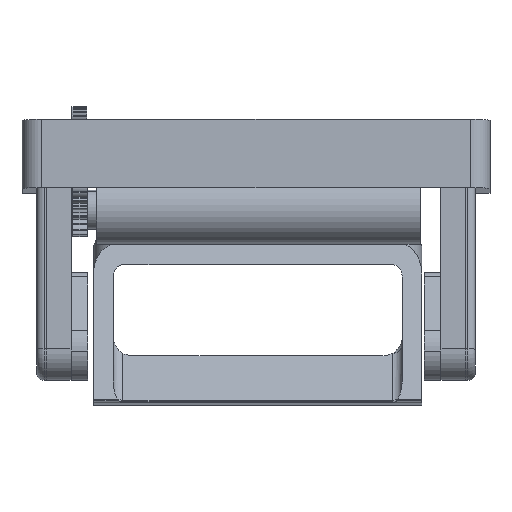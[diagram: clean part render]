
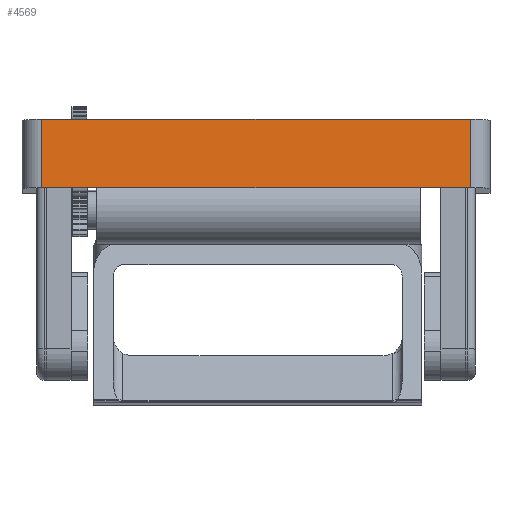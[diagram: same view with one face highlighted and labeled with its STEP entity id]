
A CAD part, top view. The second image highlights one B-rep face of the part: STEP entity #4569.
In plain terms, the highlighted face is planar.
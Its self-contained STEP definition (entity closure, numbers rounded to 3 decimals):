
#91 = FACE_OUTER_BOUND ( 'NONE', #3533, .T. ) ;
#140 = VERTEX_POINT ( 'NONE', #20114 ) ;
#581 = PLANE ( 'NONE',  #8980 ) ;
#1181 = VERTEX_POINT ( 'NONE', #3403 ) ;
#2706 = EDGE_CURVE ( 'NONE', #140, #16066, #32234, .T. ) ;
#3403 = CARTESIAN_POINT ( 'NONE',  ( 43.75, 14., 3. ) ) ;
#3533 = EDGE_LOOP ( 'NONE', ( #30425, #5054, #8433, #15049 ) ) ;
#4306 = DIRECTION ( 'NONE',  ( 0., -1., 0. ) ) ;
#4569 = ADVANCED_FACE ( 'NONE', ( #91 ), #581, .F. ) ;
#5054 = ORIENTED_EDGE ( 'NONE', *, *, #27428, .T. ) ;
#5501 = DIRECTION ( 'NONE',  ( -1., 0., 0. ) ) ;
#6390 = VECTOR ( 'NONE', #19079, 1000. ) ;
#8433 = ORIENTED_EDGE ( 'NONE', *, *, #13018, .F. ) ;
#8980 = AXIS2_PLACEMENT_3D ( 'NONE', #18507, #16319, #5501 ) ;
#9162 = DIRECTION ( 'NONE',  ( 0., 1., 0. ) ) ;
#9476 = CARTESIAN_POINT ( 'NONE',  ( -43.75, 0., 3. ) ) ;
#12451 = VECTOR ( 'NONE', #4306, 1000. ) ;
#12562 = VECTOR ( 'NONE', #9162, 1000. ) ;
#13018 = EDGE_CURVE ( 'NONE', #19789, #1181, #15449, .T. ) ;
#13689 = CARTESIAN_POINT ( 'NONE',  ( 0., 14., 3. ) ) ;
#14205 = LINE ( 'NONE', #22356, #12562 ) ;
#15049 = ORIENTED_EDGE ( 'NONE', *, *, #29029, .T. ) ;
#15449 = LINE ( 'NONE', #13689, #6390 ) ;
#16066 = VERTEX_POINT ( 'NONE', #16126 ) ;
#16126 = CARTESIAN_POINT ( 'NONE',  ( 43.75, 0., 3. ) ) ;
#16319 = DIRECTION ( 'NONE',  ( 0., 0., -1. ) ) ;
#18507 = CARTESIAN_POINT ( 'NONE',  ( 0., 14., 3. ) ) ;
#19079 = DIRECTION ( 'NONE',  ( 1., 0., 0. ) ) ;
#19789 = VERTEX_POINT ( 'NONE', #24050 ) ;
#20114 = CARTESIAN_POINT ( 'NONE',  ( -43.75, 0., 3. ) ) ;
#22356 = CARTESIAN_POINT ( 'NONE',  ( 43.75, 14., 3. ) ) ;
#24050 = CARTESIAN_POINT ( 'NONE',  ( -43.75, 14., 3. ) ) ;
#27428 = EDGE_CURVE ( 'NONE', #16066, #1181, #14205, .T. ) ;
#27698 = VECTOR ( 'NONE', #29666, 1000. ) ;
#29029 = EDGE_CURVE ( 'NONE', #19789, #140, #33377, .T. ) ;
#29666 = DIRECTION ( 'NONE',  ( 1., 0., 0. ) ) ;
#30425 = ORIENTED_EDGE ( 'NONE', *, *, #2706, .T. ) ;
#32096 = CARTESIAN_POINT ( 'NONE',  ( 0., 0., 3. ) ) ;
#32234 = LINE ( 'NONE', #32096, #27698 ) ;
#33377 = LINE ( 'NONE', #9476, #12451 ) ;
